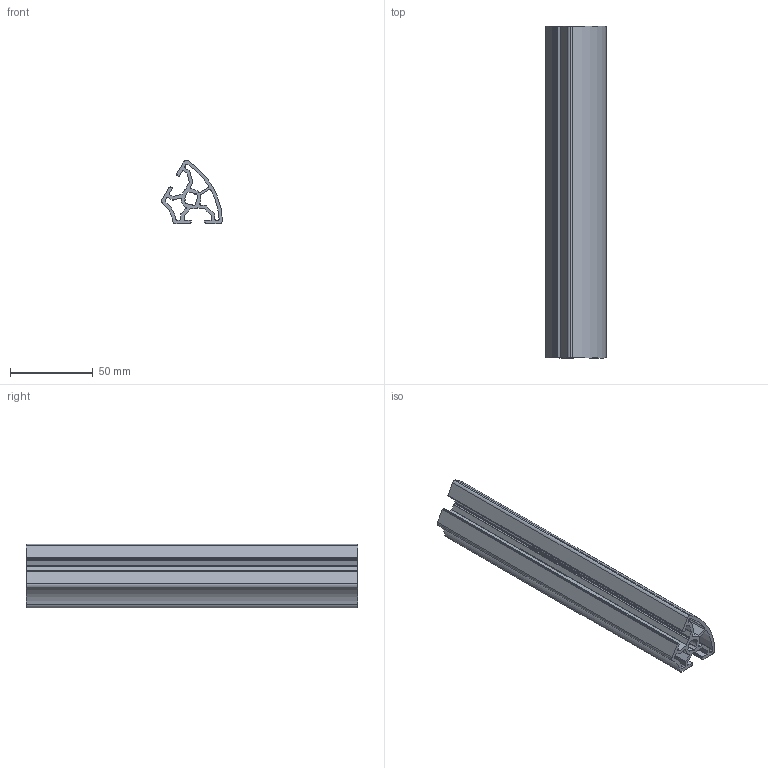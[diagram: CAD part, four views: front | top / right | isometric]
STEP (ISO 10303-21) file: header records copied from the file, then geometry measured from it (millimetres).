
FILE_DESCRIPTION (( 'STEP AP203' ), '1' );
FILE_NAME ('481993012_c_1.STEP', '2022-10-25T03:42:20', ( '' ), ( '' ), 'SwSTEP 2.0', 'SolidWorks 2014', '' );
FILE_SCHEMA (( 'CONFIG_CONTROL_DESIGN' ));
Length unit declared in the file: millimetre
Products named in the file (1): 481993012_c_1
Bounding box: 36.78 x 200 x 38.2 mm (x, y, z)
Volume: 74591.5 mm3; surface area: 69831.9 mm2
Topology: 1 solids, 1 shells, 168 faces, 498 edges, 332 vertices
Faces by surface type: cylinder 106, plane 62
Entity records: 5807 total; most frequent: DIRECTION 1048, CARTESIAN_POINT 999, ORIENTED_EDGE 996, EDGE_CURVE 498, AXIS2_PLACEMENT_3D 381, VERTEX_POINT 332, LINE 286, VECTOR 286
